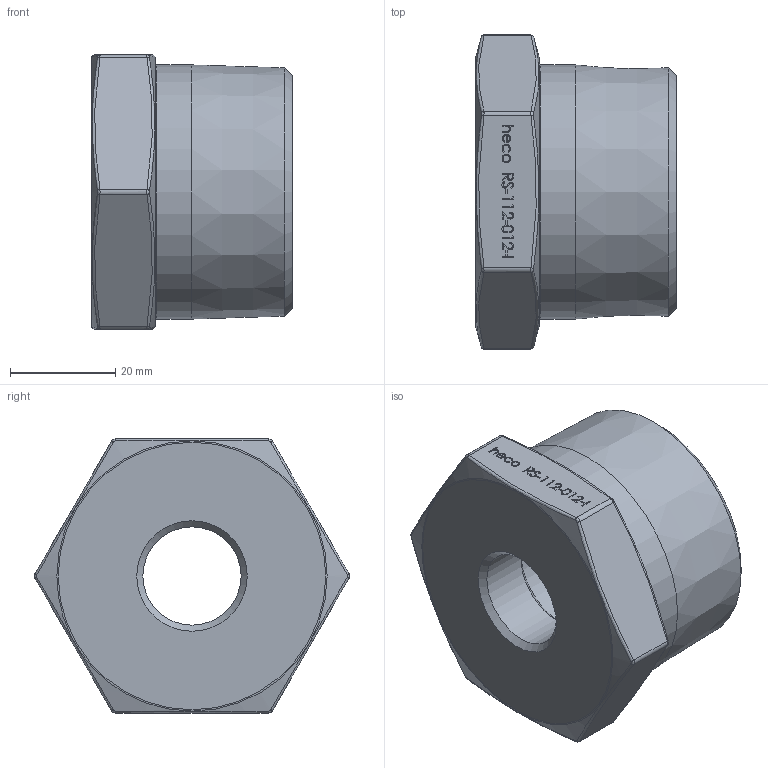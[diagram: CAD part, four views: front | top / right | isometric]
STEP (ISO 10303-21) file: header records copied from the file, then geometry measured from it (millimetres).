
FILE_DESCRIPTION (( 'STEP AP214' ), '1' );
FILE_NAME ('RS-112-012-I 2401.STEP', '2024-01-10T08:38:28', ( '' ), ( '' ), 'SwSTEP 2.0', 'SolidWorks 2019', '' );
FILE_SCHEMA (( 'AUTOMOTIVE_DESIGN' ));
Length unit declared in the file: millimetre
Products named in the file (1): RS-112-012-I 2401
Bounding box: 38 x 59.73 x 52 mm (x, y, z)
Volume: 61015.4 mm3; surface area: 12168.3 mm2
Topology: 1 solids, 1 shells, 222 faces, 564 edges, 366 vertices
Faces by surface type: plane 102, bspline 100, cylinder 9, cone 6, torus 5
Full cylindrical faces by diameter (mm): 18.631 x1, 22 x1, 48.203 x1
Entity records: 13099 total; most frequent: CARTESIAN_POINT 6665, ORIENTED_EDGE 1090, DIRECTION 632, EDGE_CURVE 545, VERTEX_POINT 361, LINE 304, VECTOR 304, EDGE_LOOP 260
